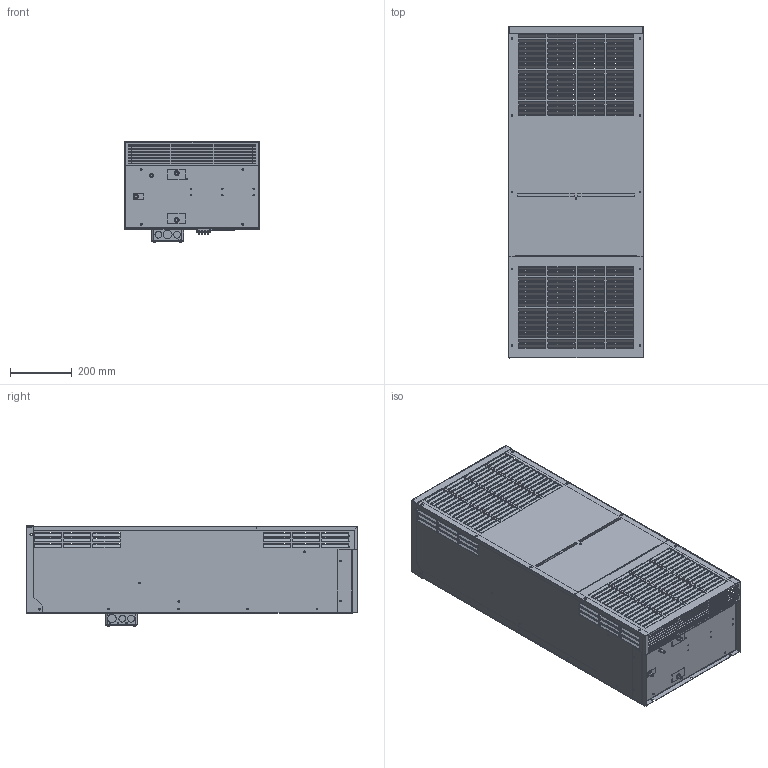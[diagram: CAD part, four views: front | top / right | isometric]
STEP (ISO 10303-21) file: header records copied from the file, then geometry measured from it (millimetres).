
FILE_DESCRIPTION (( 'STEP AP203' ), '1' );
FILE_NAME ('K3NA5C4DP42L.STEP', '2026-03-20T13:12:48', ( '' ), ( '' ), 'SwSTEP 2.0', 'SolidWorks 2024', '' );
FILE_SCHEMA (( 'CONFIG_CONTROL_DESIGN' ));
Length unit declared in the file: metre
Products named in the file (1): K3NA5C4DP42L
Bounding box: 438.63 x 1078.28 x 328.01 mm (x, y, z)
Volume: 2128596.5 mm3; surface area: 3943068.7 mm2
Topology: 1 solids, 5 shells, 4027 faces, 10682 edges, 6752 vertices
Faces by surface type: plane 2523, cylinder 1044, bspline 398, torus 34, sphere 16, cone 12
Entity records: 136632 total; most frequent: CARTESIAN_POINT 39994, ORIENTED_EDGE 21324, DIRECTION 17818, EDGE_CURVE 10662, VECTOR 8000, LINE 8000, VERTEX_POINT 6752, AXIS2_PLACEMENT_3D 4909
